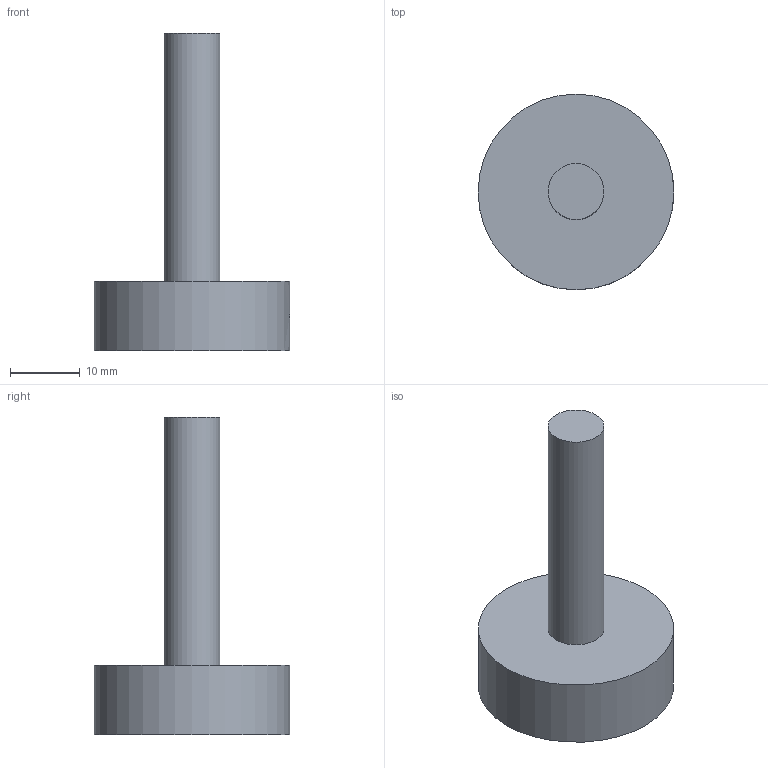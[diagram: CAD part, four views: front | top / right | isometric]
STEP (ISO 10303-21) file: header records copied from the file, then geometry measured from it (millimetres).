
FILE_DESCRIPTION(/* description */ (''),/* implementation_level */ '2;1');
FILE_NAME(/* name */ 'ASSC_04.step',/* time_stamp */ '2018-04-23T15:59:10+02:00',/* author */ (''),/* organization */ (''),/* preprocessor_version */ 'ST-DEVELOPER v17',/* originating_system */ 'Autodesk Translation Framework v7.1.0.215',/* authorisation */ '');
FILE_SCHEMA (('AUTOMOTIVE_DESIGN { 1 0 10303 214 3 1 1 }'));
Length unit declared in the file: millimetre
Products named in the file (1): PlungerT
Bounding box: 28 x 28 x 45.5 mm (x, y, z)
Volume: 7903.6 mm3; surface area: 3079.2 mm2
Topology: 1 solids, 1 shells, 7 faces, 18 edges, 14 vertices
Faces by surface type: cylinder 3, plane 3, cone 1
Full cylindrical faces by diameter (mm): 2 x1, 8 x1, 28 x1
Entity records: 286 total; most frequent: CARTESIAN_POINT 74, DIRECTION 40, ORIENTED_EDGE 34, AXIS2_PLACEMENT_3D 18, EDGE_CURVE 17, VERTEX_POINT 14, CIRCLE 10, EDGE_LOOP 9
